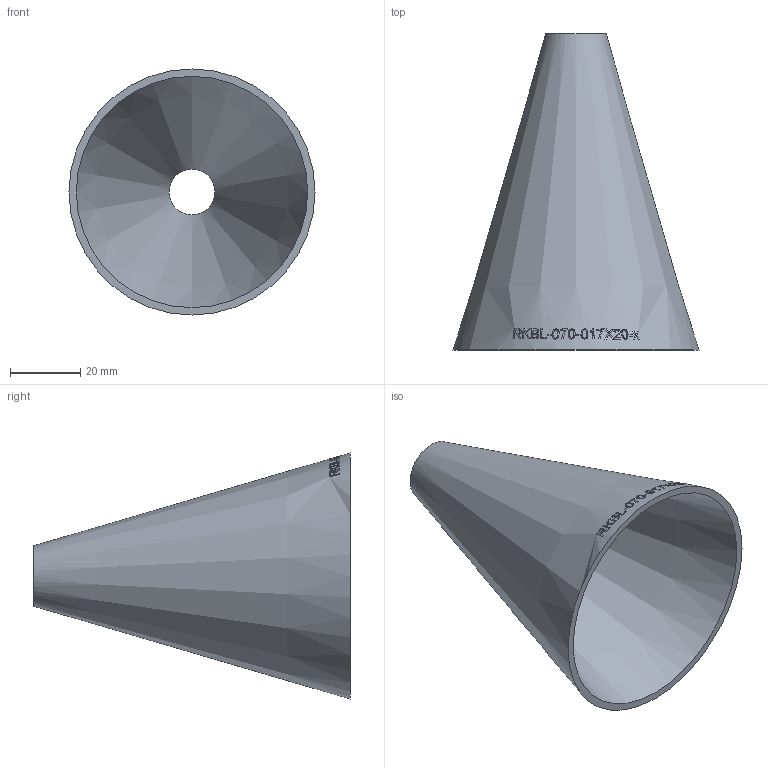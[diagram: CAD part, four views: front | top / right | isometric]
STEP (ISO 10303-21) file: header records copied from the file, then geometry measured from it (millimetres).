
FILE_DESCRIPTION (( 'STEP AP214' ), '1' );
FILE_NAME ('RKBL-070-017X20-x Reduzierung aus Blech ISO-sonstige 2006.STEP', '2020-06-29T09:15:30', ( '' ), ( '' ), 'SwSTEP 2.0', 'SolidWorks 2019', '' );
FILE_SCHEMA (( 'AUTOMOTIVE_DESIGN' ));
Length unit declared in the file: millimetre
Products named in the file (1): RKBL-070-017X20-x Reduzierung aus Blech ISO-sonstige 2006
Bounding box: 70 x 90 x 70 mm (x, y, z)
Volume: 24430.1 mm3; surface area: 25013.5 mm2
Topology: 1 solids, 1 shells, 203 faces, 531 edges, 354 vertices
Faces by surface type: bspline 175, cone 26, plane 2
Entity records: 21441 total; most frequent: CARTESIAN_POINT 15854, ORIENTED_EDGE 1058, EDGE_CURVE 529, B_SPLINE_CURVE_WITH_KNOTS 525, VERTEX_POINT 354, EDGE_LOOP 231, FACE_OUTER_BOUND 203, ADVANCED_FACE 203
